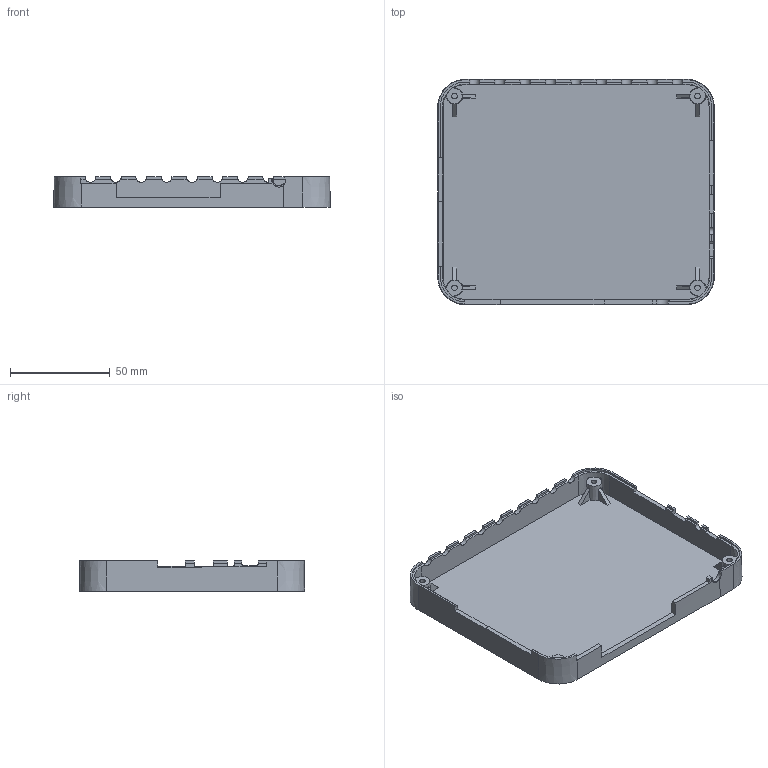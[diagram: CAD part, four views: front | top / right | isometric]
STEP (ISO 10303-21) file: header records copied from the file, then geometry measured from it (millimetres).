
FILE_DESCRIPTION(/* description */ (''),/* implementation_level */ '2;1');
FILE_NAME(/* name */ 'stm32 v0.8a v33.step',/* time_stamp */ '2020-04-28T14:17:48+01:00',/* author */ (''),/* organization */ (''),/* preprocessor_version */ 'ST-DEVELOPER v18.1',/* originating_system */ 'Autodesk Translation Framework v9.2.0.1227',/* authorisation */ '');
FILE_SCHEMA (('AUTOMOTIVE_DESIGN { 1 0 10303 214 3 1 1 }'));
Length unit declared in the file: millimetre
Products named in the file (4): stm32 v0.8a; v0.8-bottom; proto3 (1); bottom_case (1)
Assembly tree (3 placements, depth 4):
  stm32 v0.8a
    v0.8-bottom
      proto3 (1)
        bottom_case (1)
Bounding box: 138.33 x 112.64 x 15.08 mm (x, y, z)
Volume: 44610 mm3; surface area: 43755.6 mm2
Topology: 1 solids, 2 shells, 175 faces, 518 edges, 350 vertices
Faces by surface type: plane 130, cylinder 17, cone 16, bspline 8, sphere 4
Full cylindrical faces by diameter (mm): 2.8 x4
Entity records: 7843 total; most frequent: CARTESIAN_POINT 3070, ORIENTED_EDGE 1016, DIRECTION 956, EDGE_CURVE 514, VERTEX_POINT 350, LINE 324, VECTOR 324, AXIS2_PLACEMENT_3D 316
